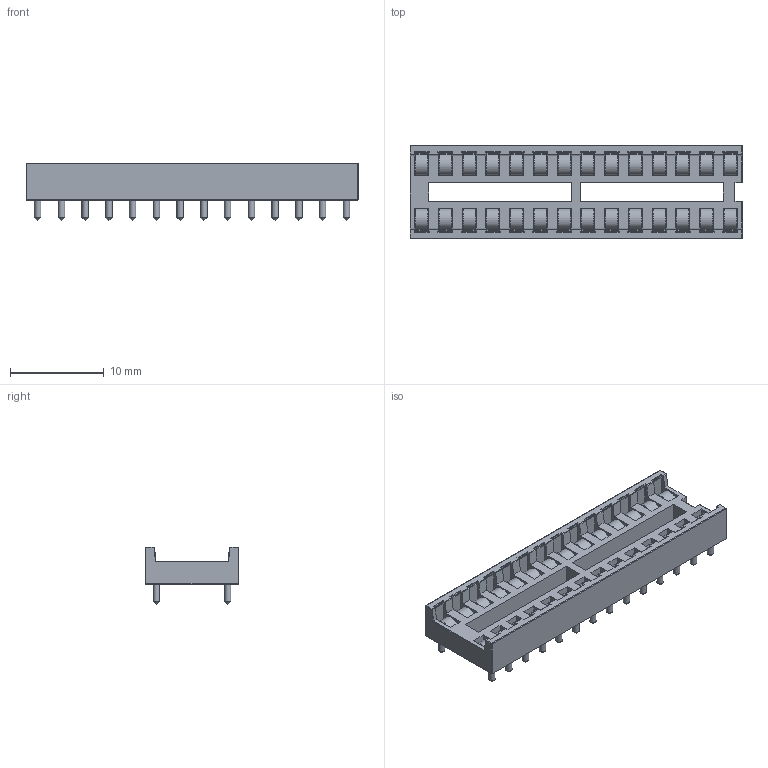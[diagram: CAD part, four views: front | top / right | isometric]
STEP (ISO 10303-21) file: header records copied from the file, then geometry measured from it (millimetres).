
FILE_DESCRIPTION(('FreeCAD Model'),'2;1');
FILE_NAME('Open CASCADE Shape Model','2021-11-11T19:25:15',(''),(''), 'Open CASCADE STEP processor 7.5','FreeCAD','Unknown');
FILE_SCHEMA(('AUTOMOTIVE_DESIGN { 1 0 10303 214 1 1 1 1 }'));
Products named in the file (1): atmega328_socket_001
Bounding box: 35.5 x 10 x 6.2 mm (x, y, z)
Volume: 705.9 mm3; surface area: 1998.6 mm2
Topology: 1 solids, 1 shells, 768 faces, 2022 edges, 1284 vertices
Faces by surface type: plane 596, cylinder 140, cone 28, bspline 4
Full cylindrical faces by diameter (mm): 0.7 x28
Entity records: 57333 total; most frequent: CARTESIAN_POINT 11866, DIRECTION 7237, LINE 4923, VECTOR 4923, ORIENTED_EDGE 4044, PCURVE 4044, DEFINITIONAL_REPRESENTATION 4044, EDGE_CURVE 2022
